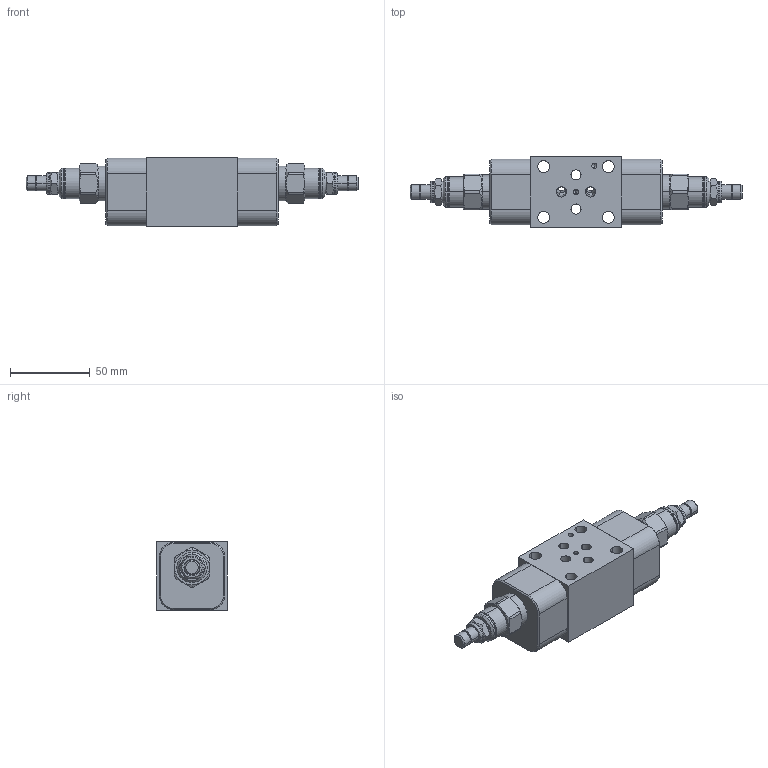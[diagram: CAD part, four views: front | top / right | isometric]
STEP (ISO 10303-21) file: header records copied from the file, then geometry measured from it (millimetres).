
FILE_DESCRIPTION((''),'2;1');
FILE_NAME('MANIFOLD_STP1_ASM','2009-02-23T',('Administrator'),(''),'PRO/ENGINEER BY PARAMETRIC TECHNOLOGY CORPORATION, 2006240','PRO/ENGINEER BY PARAMETRIC TECHNOLOGY CORPORATION, 2006240','');
FILE_SCHEMA(('CONFIG_CONTROL_DESIGN'));
Length unit declared in the file: inch
Products named in the file (3): 150287F_PRT; RPECLAN-FBX-S_CART_PRT; MANIFOLD_STP1_ASM
Assembly tree (2 placements, depth 2):
  MANIFOLD_STP1_ASM
    150287F_PRT
    RPECLAN-FBX-S_CART_PRT
Bounding box: 208.18 x 44.45 x 43.18 mm (x, y, z)
Surface area: 52305.7 mm2 (no closed solid volume)
Topology: 0 solids, 13 shells, 450 faces, 1092 edges, 678 vertices
Faces by surface type: cylinder 175, cone 104, plane 98, torus 66, sphere 7
Entity records: 14075 total; most frequent: CARTESIAN_POINT 3196, DIRECTION 2466, ORIENTED_EDGE 2130, EDGE_CURVE 1076, AXIS2_PLACEMENT_3D 1046, VERTEX_POINT 678, CIRCLE 591, EDGE_LOOP 518
